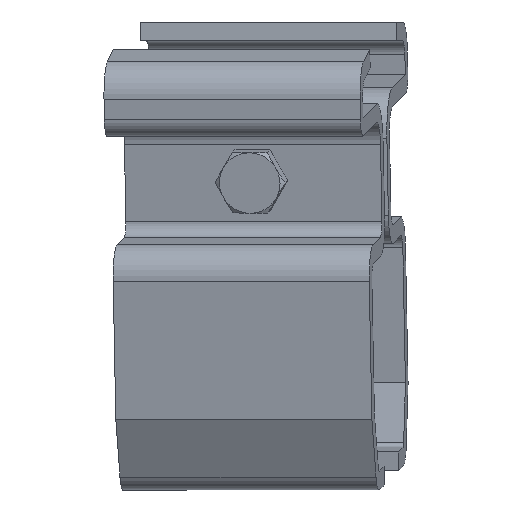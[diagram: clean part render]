
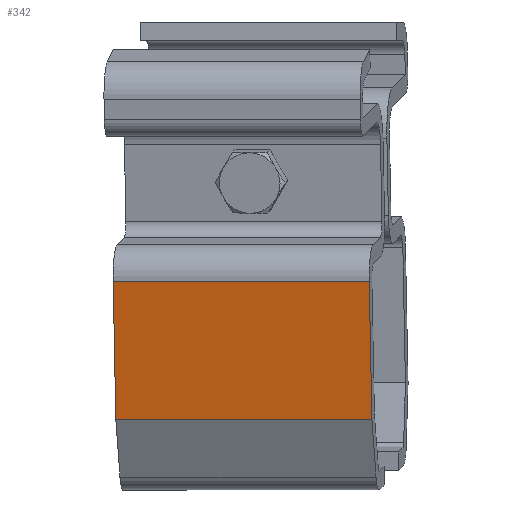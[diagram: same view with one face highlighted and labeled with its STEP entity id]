
A CAD part, front view. The second image highlights one B-rep face of the part: STEP entity #342.
In plain terms, the highlighted face is planar.
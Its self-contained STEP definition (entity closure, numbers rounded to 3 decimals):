
#342=ADVANCED_FACE('NONE',(#672),#673,.T.);
#672=FACE_OUTER_BOUND('',#1066,.T.);
#673=PLANE('',#1067);
#1066=EDGE_LOOP('',(#1420,#1421,#1422,#1423));
#1067=AXIS2_PLACEMENT_3D('',#1424,#1425,#1426);
#1420=ORIENTED_EDGE('',*,*,#2327,.T.);
#1421=ORIENTED_EDGE('',*,*,#2328,.T.);
#1422=ORIENTED_EDGE('',*,*,#2329,.T.);
#1423=ORIENTED_EDGE('',*,*,#2330,.T.);
#1424=CARTESIAN_POINT('',(93.638,0.,84.086));
#1425=DIRECTION('',(1.,0.,0.));
#1426=DIRECTION('',(0.,1.,0.));
#2327=EDGE_CURVE('NONE',#2697,#2698,#2699,.T.);
#2328=EDGE_CURVE('NONE',#2698,#2700,#2701,.T.);
#2329=EDGE_CURVE('NONE',#2700,#2702,#2703,.T.);
#2330=EDGE_CURVE('NONE',#2702,#2697,#2704,.T.);
#2697=VERTEX_POINT('NONE',#3234);
#2698=VERTEX_POINT('NONE',#3235);
#2699=LINE('',#3236,#3237);
#2700=VERTEX_POINT('NONE',#3238);
#2701=LINE('',#3239,#3240);
#2702=VERTEX_POINT('NONE',#3241);
#2703=LINE('',#3242,#3243);
#2704=LINE('',#3244,#3245);
#3234=CARTESIAN_POINT('',(93.638,0.,54.431));
#3235=CARTESIAN_POINT('',(93.638,0.,84.086));
#3236=CARTESIAN_POINT('',(93.638,0.,84.086));
#3237=VECTOR('',#4164,1.);
#3238=CARTESIAN_POINT('',(93.638,-55.,84.086));
#3239=CARTESIAN_POINT('',(93.638,0.,84.086));
#3240=VECTOR('',#4165,1.);
#3241=CARTESIAN_POINT('',(93.638,-55.,54.431));
#3242=CARTESIAN_POINT('',(93.638,-55.,84.086));
#3243=VECTOR('',#4166,1.);
#3244=CARTESIAN_POINT('',(93.638,0.,54.431));
#3245=VECTOR('',#4167,1.);
#4164=DIRECTION('',(0.,0.,1.));
#4165=DIRECTION('',(0.,-1.,0.));
#4166=DIRECTION('',(0.,0.,-1.));
#4167=DIRECTION('',(0.,1.,0.));
